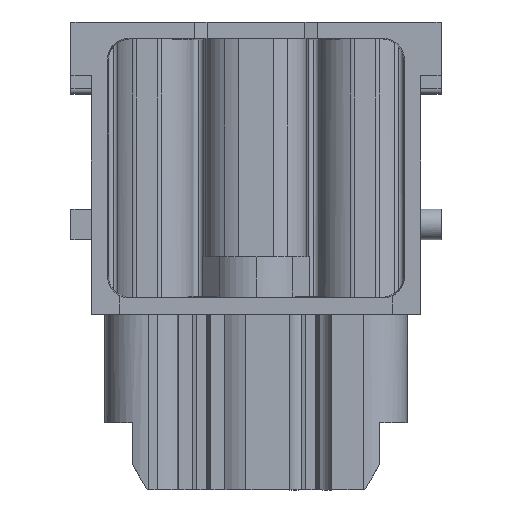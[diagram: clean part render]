
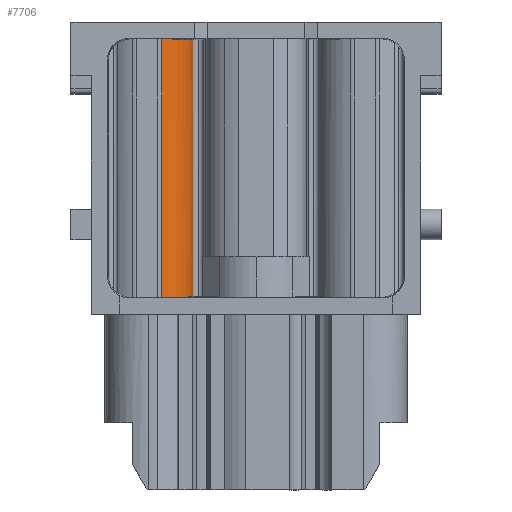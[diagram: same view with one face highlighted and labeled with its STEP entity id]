
A CAD part, left-side view. The second image highlights one B-rep face of the part: STEP entity #7706.
In plain terms, the highlighted cylindrical face has radius 4.35 mm (diameter 8.7 mm), a partial arc.
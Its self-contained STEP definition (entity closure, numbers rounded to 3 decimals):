
#7693=AXIS2_PLACEMENT_3D('Cylinder Axis2P3D',#7690,#7691,#7692) ;
#3651=CARTESIAN_POINT('Vertex',(3.118,25.642,41.446)) ;
#3655=CARTESIAN_POINT('Control Point',(6.141,22.794,41.393)) ;
#3656=CARTESIAN_POINT('Control Point',(5.751,22.897,41.4)) ;
#3657=CARTESIAN_POINT('Control Point',(5.37,23.045,41.406)) ;
#3658=CARTESIAN_POINT('Control Point',(5.007,23.239,41.413)) ;
#3659=CARTESIAN_POINT('Control Point',(4.331,23.71,41.424)) ;
#3660=CARTESIAN_POINT('Control Point',(3.782,24.326,41.434)) ;
#3661=CARTESIAN_POINT('Control Point',(3.546,24.664,41.438)) ;
#3662=CARTESIAN_POINT('Control Point',(3.329,25.071,41.442)) ;
#3663=CARTESIAN_POINT('Control Point',(3.168,25.496,41.445)) ;
#3664=CARTESIAN_POINT('Control Point',(3.15,25.545,41.445)) ;
#3665=CARTESIAN_POINT('Control Point',(3.133,25.593,41.445)) ;
#3666=CARTESIAN_POINT('Control Point',(3.118,25.642,41.446)) ;
#3667=CARTESIAN_POINT('Vertex',(6.141,22.794,41.393)) ;
#6189=CARTESIAN_POINT('Vertex',(6.141,22.794,17.757)) ;
#6193=CARTESIAN_POINT('Control Point',(3.118,25.642,17.704)) ;
#6194=CARTESIAN_POINT('Control Point',(3.243,25.259,17.707)) ;
#6195=CARTESIAN_POINT('Control Point',(3.414,24.888,17.71)) ;
#6196=CARTESIAN_POINT('Control Point',(3.63,24.537,17.713)) ;
#6197=CARTESIAN_POINT('Control Point',(4.14,23.89,17.722)) ;
#6198=CARTESIAN_POINT('Control Point',(4.787,23.379,17.734)) ;
#6199=CARTESIAN_POINT('Control Point',(5.139,23.164,17.74)) ;
#6200=CARTESIAN_POINT('Control Point',(5.558,22.971,17.747)) ;
#6201=CARTESIAN_POINT('Control Point',(5.992,22.835,17.755)) ;
#6202=CARTESIAN_POINT('Control Point',(6.042,22.821,17.755)) ;
#6203=CARTESIAN_POINT('Control Point',(6.091,22.807,17.756)) ;
#6204=CARTESIAN_POINT('Control Point',(6.141,22.794,17.757)) ;
#6205=CARTESIAN_POINT('Vertex',(3.118,25.642,17.704)) ;
#7678=CARTESIAN_POINT('Line Origine',(3.118,25.642,29.575)) ;
#7690=CARTESIAN_POINT('Axis2P3D Location',(7.25,27.,29.575)) ;
#7695=CARTESIAN_POINT('Line Origine',(6.141,22.794,29.575)) ;
#7679=DIRECTION('Vector Direction',(0.,0.,1.)) ;
#7691=DIRECTION('Axis2P3D Direction',(0.,0.,1.)) ;
#7692=DIRECTION('Axis2P3D XDirection',(-1.,0.,0.)) ;
#7696=DIRECTION('Vector Direction',(0.,0.,1.)) ;
#7680=VECTOR('Line Direction',#7679,1.) ;
#7697=VECTOR('Line Direction',#7696,1.) ;
#7701=ORIENTED_EDGE('',*,*,#7682,.T.) ;
#7702=ORIENTED_EDGE('',*,*,#6207,.T.) ;
#7703=ORIENTED_EDGE('',*,*,#7699,.T.) ;
#7704=ORIENTED_EDGE('',*,*,#3669,.T.) ;
#7706=ADVANCED_FACE('F1-0',(#7705),#7694,.T.) ;
#3654=B_SPLINE_CURVE_WITH_KNOTS('',5,(#3655,#3656,#3657,#3658,#3659,#3660,#3661,#3662,#3663,#3664,#3665,#3666),.UNSPECIFIED.,.F.,.U.,(6,3,3,6),(0.,2.886,5.77,6.137),.UNSPECIFIED.) ;
#6192=B_SPLINE_CURVE_WITH_KNOTS('',5,(#6193,#6194,#6195,#6196,#6197,#6198,#6199,#6200,#6201,#6202,#6203,#6204),.UNSPECIFIED.,.F.,.U.,(6,3,3,6),(0.,2.886,5.77,6.137),.UNSPECIFIED.) ;
#7694=CYLINDRICAL_SURFACE('generated cylinder',#7693,4.35) ;
#3669=EDGE_CURVE('',#3668,#3652,#3654,.T.) ;
#6207=EDGE_CURVE('',#6206,#6190,#6192,.T.) ;
#7682=EDGE_CURVE('',#3652,#6206,#7681,.F.) ;
#7699=EDGE_CURVE('',#6190,#3668,#7698,.T.) ;
#7700=EDGE_LOOP('',(#7701,#7702,#7703,#7704)) ;
#7705=FACE_OUTER_BOUND('',#7700,.T.) ;
#7681=LINE('Line',#7678,#7680) ;
#7698=LINE('Line',#7695,#7697) ;
#3652=VERTEX_POINT('',#3651) ;
#3668=VERTEX_POINT('',#3667) ;
#6190=VERTEX_POINT('',#6189) ;
#6206=VERTEX_POINT('',#6205) ;
